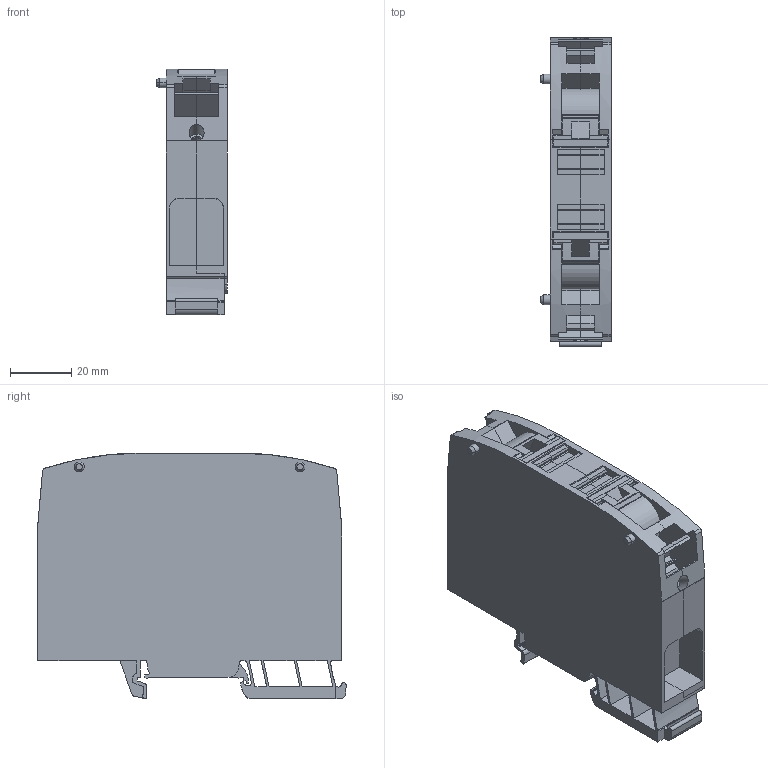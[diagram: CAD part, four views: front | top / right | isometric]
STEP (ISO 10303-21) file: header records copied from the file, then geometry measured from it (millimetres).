
FILE_DESCRIPTION(('CATIA V5 STEP Exchange','CAx-IF Rec.Pracs.--- Model Styling and Organization---1.4--- 2014-01-23'),'2;1');
FILE_NAME ('1103917-1_2', '2020-01-20T07:15:58+00:00', ('none'), ('Weidmueller'), 'CATIA Version 5-6 Release 2016 SP3 HF44', 'CATIA V5 STEP AP214', 'none');
FILE_SCHEMA(('AUTOMOTIVE_DESIGN { 1 0 10303 214 1 1 1 1 }'));
Length unit declared in the file: millimetre
Products named in the file (1): 2663260000_A2C_50-70_BL
Bounding box: 23 x 100.97 x 80.45 mm (x, y, z)
Volume: 124568.8 mm3; surface area: 46475.8 mm2
Topology: 6 solids, 6 shells, 524 faces, 1592 edges, 1088 vertices
Faces by surface type: plane 351, cylinder 130, extrusion 25, cone 18
Entity records: 18070 total; most frequent: CARTESIAN_POINT 4176, ORIENTED_EDGE 3184, DIRECTION 2365, EDGE_CURVE 1592, VECTOR 1188, LINE 1163, VERTEX_POINT 1088, AXIS2_PLACEMENT_3D 745
